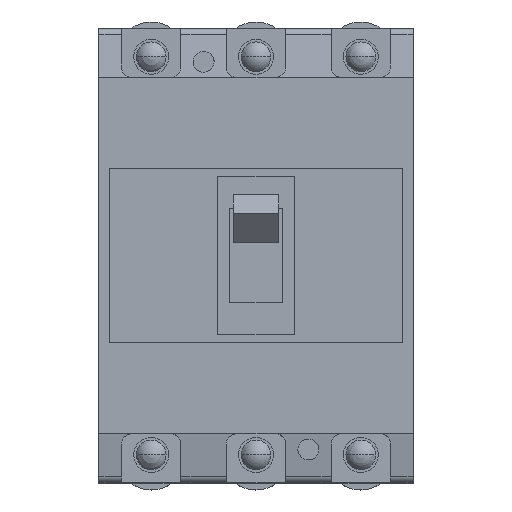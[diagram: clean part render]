
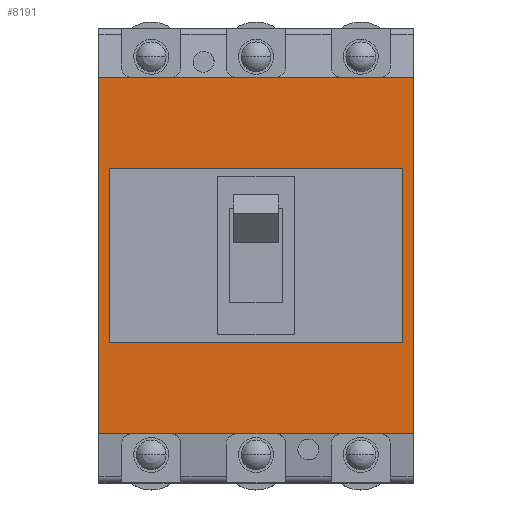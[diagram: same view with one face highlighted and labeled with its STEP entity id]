
A CAD part, top view. The second image highlights one B-rep face of the part: STEP entity #8191.
In plain terms, the highlighted planar face has unit normal (0, 0, 1).
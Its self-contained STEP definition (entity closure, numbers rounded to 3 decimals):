
#493 = DIRECTION ( 'NONE',  ( -1., 0., 0. ) ) ;
#746 = LINE ( 'NONE', #11601, #1054 ) ;
#995 = EDGE_LOOP ( 'NONE', ( #9025, #6303, #10644, #3314 ) ) ;
#1040 = VECTOR ( 'NONE', #4117, 1000. ) ;
#1054 = VECTOR ( 'NONE', #2481, 1000. ) ;
#1088 = CARTESIAN_POINT ( 'NONE',  ( -85., 51., 68. ) ) ;
#1117 = VERTEX_POINT ( 'NONE', #12615 ) ;
#1587 = ORIENTED_EDGE ( 'NONE', *, *, #6989, .T. ) ;
#1611 = FACE_BOUND ( 'NONE', #995, .T. ) ;
#1738 = EDGE_CURVE ( 'NONE', #1117, #11101, #746, .T. ) ;
#1963 = LINE ( 'NONE', #5555, #7382 ) ;
#2020 = EDGE_CURVE ( 'NONE', #2967, #10103, #9133, .T. ) ;
#2481 = DIRECTION ( 'NONE',  ( 0., -1., 0. ) ) ;
#2573 = DIRECTION ( 'NONE',  ( 0., 0., 1. ) ) ;
#2588 = VERTEX_POINT ( 'NONE', #10876 ) ;
#2744 = VECTOR ( 'NONE', #3935, 1000. ) ;
#2914 = EDGE_CURVE ( 'NONE', #2967, #4869, #3548, .T. ) ;
#2967 = VERTEX_POINT ( 'NONE', #10051 ) ;
#3296 = DIRECTION ( 'NONE',  ( 1., 0., 0. ) ) ;
#3314 = ORIENTED_EDGE ( 'NONE', *, *, #4907, .F. ) ;
#3548 = LINE ( 'NONE', #8910, #12560 ) ;
#3580 = CARTESIAN_POINT ( 'NONE',  ( 45., 51., 68. ) ) ;
#3782 = VECTOR ( 'NONE', #4836, 1000. ) ;
#3911 = CARTESIAN_POINT ( 'NONE',  ( 42., 25., 68. ) ) ;
#3935 = DIRECTION ( 'NONE',  ( 1., 0., 0. ) ) ;
#4117 = DIRECTION ( 'NONE',  ( 1., 0., 0. ) ) ;
#4728 = DIRECTION ( 'NONE',  ( 0., 1., 0. ) ) ;
#4836 = DIRECTION ( 'NONE',  ( 0., 1., 0. ) ) ;
#4869 = VERTEX_POINT ( 'NONE', #11607 ) ;
#4907 = EDGE_CURVE ( 'NONE', #2588, #9793, #9117, .T. ) ;
#5555 = CARTESIAN_POINT ( 'NONE',  ( -42., 25., 68. ) ) ;
#5611 = PLANE ( 'NONE',  #7336 ) ;
#5762 = FACE_OUTER_BOUND ( 'NONE', #10268, .T. ) ;
#5875 = CARTESIAN_POINT ( 'NONE',  ( -42., -25., 68. ) ) ;
#6141 = CARTESIAN_POINT ( 'NONE',  ( 45., -51., 68. ) ) ;
#6303 = ORIENTED_EDGE ( 'NONE', *, *, #1738, .F. ) ;
#6446 = VECTOR ( 'NONE', #4728, 1000. ) ;
#6494 = LINE ( 'NONE', #10834, #3782 ) ;
#6653 = CARTESIAN_POINT ( 'NONE',  ( 0., 0., 68. ) ) ;
#6939 = LINE ( 'NONE', #9372, #12293 ) ;
#6989 = EDGE_CURVE ( 'NONE', #4869, #12152, #6939, .T. ) ;
#7336 = AXIS2_PLACEMENT_3D ( 'NONE', #6653, #2573, #9678 ) ;
#7382 = VECTOR ( 'NONE', #493, 1000. ) ;
#7942 = DIRECTION ( 'NONE',  ( 0., -1., 0. ) ) ;
#8191 = ADVANCED_FACE ( 'NONE', ( #5762, #1611 ), #5611, .T. ) ;
#8736 = CARTESIAN_POINT ( 'NONE',  ( 42., 25., 68. ) ) ;
#8786 = CARTESIAN_POINT ( 'NONE',  ( -42., -25., 68. ) ) ;
#8910 = CARTESIAN_POINT ( 'NONE',  ( -45., 65., 68. ) ) ;
#9025 = ORIENTED_EDGE ( 'NONE', *, *, #12028, .F. ) ;
#9117 = LINE ( 'NONE', #8736, #6446 ) ;
#9133 = LINE ( 'NONE', #1088, #1040 ) ;
#9372 = CARTESIAN_POINT ( 'NONE',  ( -85., -51., 68. ) ) ;
#9678 = DIRECTION ( 'NONE',  ( 1., 0., 0. ) ) ;
#9793 = VERTEX_POINT ( 'NONE', #3911 ) ;
#10051 = CARTESIAN_POINT ( 'NONE',  ( -45., 51., 68. ) ) ;
#10103 = VERTEX_POINT ( 'NONE', #3580 ) ;
#10268 = EDGE_LOOP ( 'NONE', ( #1587, #12165, #10873, #11742 ) ) ;
#10508 = LINE ( 'NONE', #5875, #2744 ) ;
#10524 = EDGE_CURVE ( 'NONE', #12152, #10103, #6494, .T. ) ;
#10644 = ORIENTED_EDGE ( 'NONE', *, *, #11545, .F. ) ;
#10834 = CARTESIAN_POINT ( 'NONE',  ( 45., 65., 68. ) ) ;
#10873 = ORIENTED_EDGE ( 'NONE', *, *, #2020, .F. ) ;
#10876 = CARTESIAN_POINT ( 'NONE',  ( 42., -25., 68. ) ) ;
#11101 = VERTEX_POINT ( 'NONE', #8786 ) ;
#11545 = EDGE_CURVE ( 'NONE', #9793, #1117, #1963, .T. ) ;
#11601 = CARTESIAN_POINT ( 'NONE',  ( -42., 25., 68. ) ) ;
#11607 = CARTESIAN_POINT ( 'NONE',  ( -45., -51., 68. ) ) ;
#11742 = ORIENTED_EDGE ( 'NONE', *, *, #2914, .T. ) ;
#12028 = EDGE_CURVE ( 'NONE', #11101, #2588, #10508, .T. ) ;
#12152 = VERTEX_POINT ( 'NONE', #6141 ) ;
#12165 = ORIENTED_EDGE ( 'NONE', *, *, #10524, .T. ) ;
#12293 = VECTOR ( 'NONE', #3296, 1000. ) ;
#12560 = VECTOR ( 'NONE', #7942, 1000. ) ;
#12615 = CARTESIAN_POINT ( 'NONE',  ( -42., 25., 68. ) ) ;
